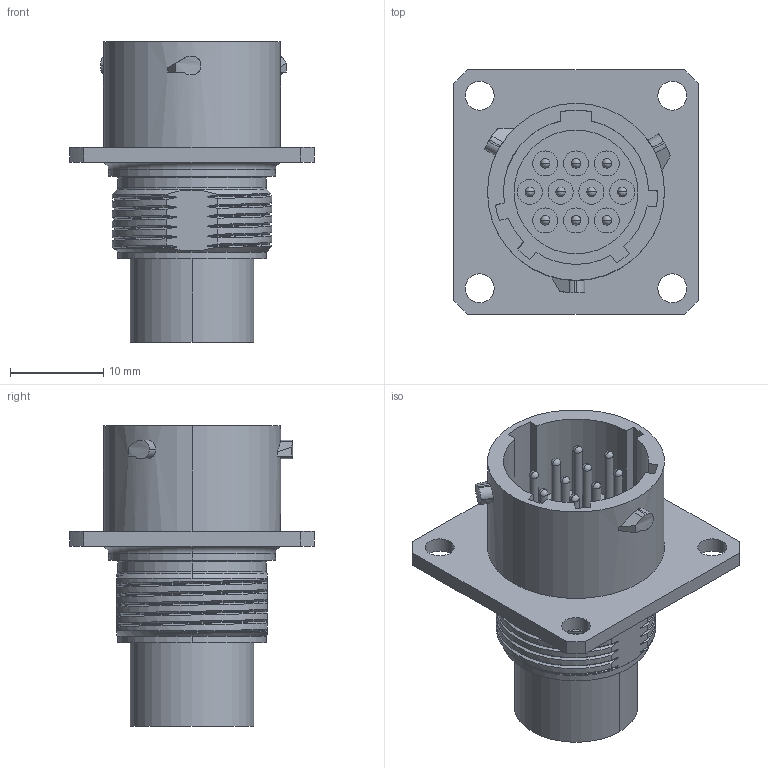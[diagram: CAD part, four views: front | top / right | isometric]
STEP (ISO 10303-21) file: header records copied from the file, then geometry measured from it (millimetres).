
FILE_DESCRIPTION((''),'2;1');
FILE_NAME('UT001210P-CATA_SW_ASM','2010-12-03T',('Gsineau'),(''),'PRO/ENGINEER BY PARAMETRIC TECHNOLOGY CORPORATION, 2010140','PRO/ENGINEER BY PARAMETRIC TECHNOLOGY CORPORATION, 2010140','');
FILE_SCHEMA(('CONFIG_CONTROL_DESIGN'));
Length unit declared in the file: inch
Products named in the file (1): UT001210P-CATA_SW_ASM
Bounding box: 26.18 x 26.18 x 32.2 mm (x, y, z)
Volume: 5877.8 mm3; surface area: 4383.7 mm2
Topology: 1 solids, 1 shells, 256 faces, 643 edges, 408 vertices
Faces by surface type: cylinder 122, plane 63, bspline 41, sphere 20, torus 6, cone 4
Entity records: 10872 total; most frequent: CARTESIAN_POINT 5003, ORIENTED_EDGE 1246, DIRECTION 1131, EDGE_CURVE 623, AXIS2_PLACEMENT_3D 461, VERTEX_POINT 408, EDGE_LOOP 303, FACE_OUTER_BOUND 256
